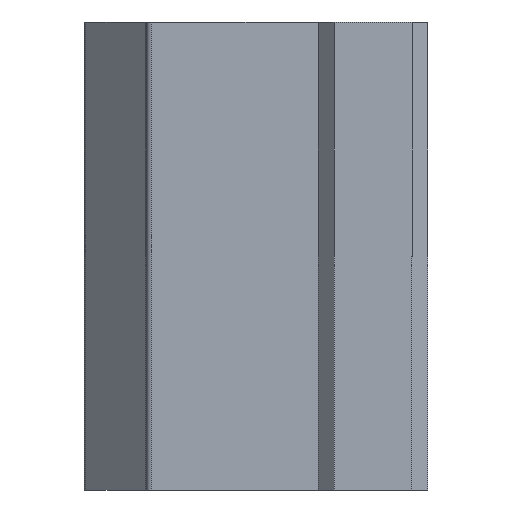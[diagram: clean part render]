
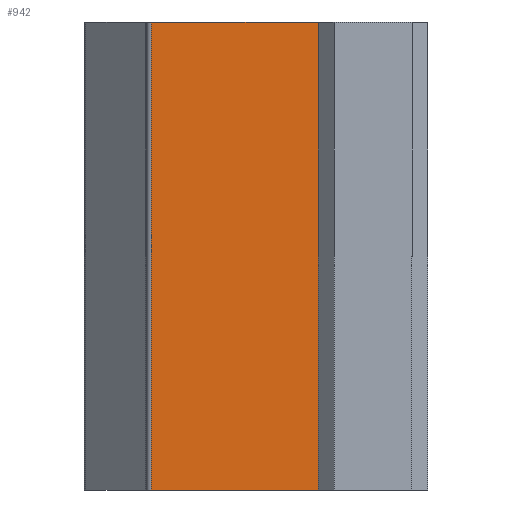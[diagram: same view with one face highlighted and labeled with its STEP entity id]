
A CAD part, left-side view. The second image highlights one B-rep face of the part: STEP entity #942.
In plain terms, the highlighted planar face has unit normal (-1, 0, 0).
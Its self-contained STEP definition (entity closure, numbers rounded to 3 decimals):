
#44 = LINE ( 'NONE', #282, #229 ) ;
#51 = EDGE_CURVE ( 'NONE', #330, #216, #351, .T. ) ;
#117 = VECTOR ( 'NONE', #1299, 1000. ) ;
#141 = EDGE_LOOP ( 'NONE', ( #469, #447, #1278, #261 ) ) ;
#216 = VERTEX_POINT ( 'NONE', #626 ) ;
#229 = VECTOR ( 'NONE', #924, 1000. ) ;
#261 = ORIENTED_EDGE ( 'NONE', *, *, #1471, .F. ) ;
#282 = CARTESIAN_POINT ( 'NONE',  ( -16., 7., 15. ) ) ;
#284 = VERTEX_POINT ( 'NONE', #1020 ) ;
#293 = CARTESIAN_POINT ( 'NONE',  ( -16., 7., 15. ) ) ;
#330 = VERTEX_POINT ( 'NONE', #1530 ) ;
#351 = LINE ( 'NONE', #1182, #1373 ) ;
#395 = LINE ( 'NONE', #293, #117 ) ;
#435 = DIRECTION ( 'NONE',  ( 0., -1., 0. ) ) ;
#447 = ORIENTED_EDGE ( 'NONE', *, *, #498, .T. ) ;
#469 = ORIENTED_EDGE ( 'NONE', *, *, #1441, .F. ) ;
#477 = CARTESIAN_POINT ( 'NONE',  ( -16., 7., 15. ) ) ;
#498 = EDGE_CURVE ( 'NONE', #284, #330, #1048, .T. ) ;
#591 = DIRECTION ( 'NONE',  ( 0., 0., -1. ) ) ;
#610 = DIRECTION ( 'NONE',  ( 1., 0., 0. ) ) ;
#626 = CARTESIAN_POINT ( 'NONE',  ( -16., 7., -15. ) ) ;
#856 = AXIS2_PLACEMENT_3D ( 'NONE', #477, #610, #591 ) ;
#873 = CARTESIAN_POINT ( 'NONE',  ( -16., 7., 15. ) ) ;
#924 = DIRECTION ( 'NONE',  ( 0., -1., 0. ) ) ;
#942 = ADVANCED_FACE ( 'NONE', ( #1375 ), #1237, .F. ) ;
#1019 = DIRECTION ( 'NONE',  ( 0., 0., -1. ) ) ;
#1020 = CARTESIAN_POINT ( 'NONE',  ( -16., 17.7, 15. ) ) ;
#1033 = CARTESIAN_POINT ( 'NONE',  ( -16., 17.7, 15. ) ) ;
#1048 = LINE ( 'NONE', #1033, #1428 ) ;
#1182 = CARTESIAN_POINT ( 'NONE',  ( -16., 7., -15. ) ) ;
#1237 = PLANE ( 'NONE',  #856 ) ;
#1278 = ORIENTED_EDGE ( 'NONE', *, *, #51, .T. ) ;
#1299 = DIRECTION ( 'NONE',  ( 0., 0., -1. ) ) ;
#1373 = VECTOR ( 'NONE', #435, 1000. ) ;
#1375 = FACE_OUTER_BOUND ( 'NONE', #141, .T. ) ;
#1388 = VERTEX_POINT ( 'NONE', #873 ) ;
#1428 = VECTOR ( 'NONE', #1019, 1000. ) ;
#1441 = EDGE_CURVE ( 'NONE', #284, #1388, #44, .T. ) ;
#1471 = EDGE_CURVE ( 'NONE', #1388, #216, #395, .T. ) ;
#1530 = CARTESIAN_POINT ( 'NONE',  ( -16., 17.7, -15. ) ) ;
